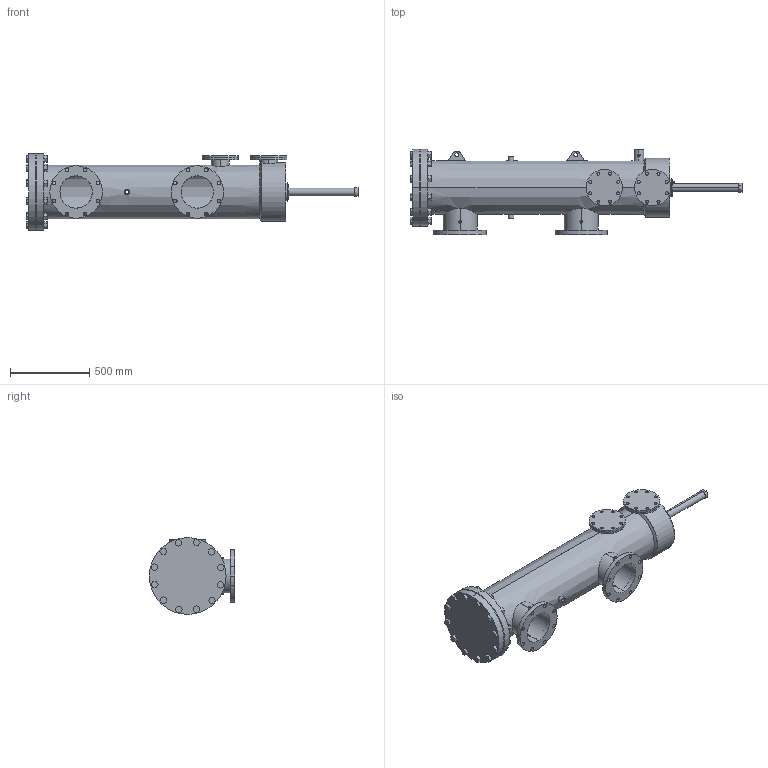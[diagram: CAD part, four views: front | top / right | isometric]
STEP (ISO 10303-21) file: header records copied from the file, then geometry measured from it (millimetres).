
FILE_DESCRIPTION (( 'STEP AP203' ), '1' );
FILE_NAME ('B8-FRP-180.STEP', '2020-09-17T14:04:09', ( '' ), ( '' ), 'SwSTEP 2.0', 'SolidWorks 2018', '' );
FILE_SCHEMA (( 'CONFIG_CONTROL_DESIGN' ));
Length unit declared in the file: inch
Products named in the file (1): B8-FRP-180
Bounding box: 2088.26 x 536.7 x 482.6 mm (x, y, z)
Volume: 28056911.7 mm3; surface area: 5722677 mm2
Topology: 43 solids, 43 shells, 659 faces, 1656 edges, 1102 vertices
Faces by surface type: cylinder 338, plane 311, cone 10
Entity records: 23225 total; most frequent: CARTESIAN_POINT 6472, DIRECTION 3500, ORIENTED_EDGE 3312, EDGE_CURVE 1656, AXIS2_PLACEMENT_3D 1290, VERTEX_POINT 1102, LINE 920, EDGE_LOOP 920
